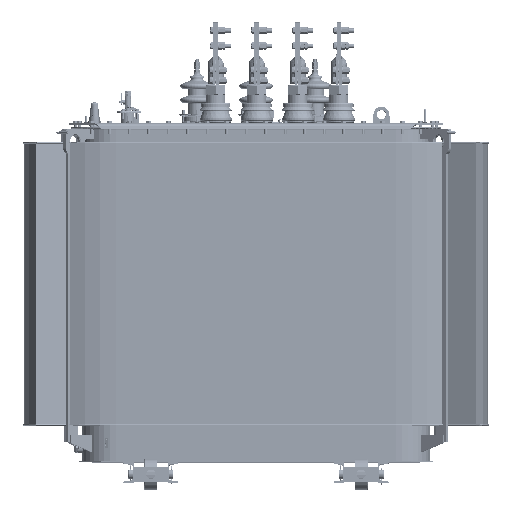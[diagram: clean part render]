
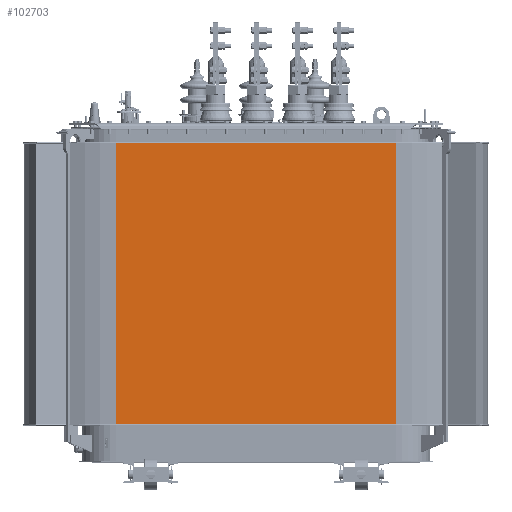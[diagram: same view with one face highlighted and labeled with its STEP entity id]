
A CAD part, top view. The second image highlights one B-rep face of the part: STEP entity #102703.
In plain terms, the highlighted planar face has unit normal (0, 0, -1).
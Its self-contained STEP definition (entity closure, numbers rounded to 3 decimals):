
#7085=LINE('',#207808,#13209);
#7086=LINE('',#207812,#13210);
#7087=LINE('',#207814,#13211);
#7088=LINE('',#207815,#13212);
#13209=VECTOR('',#135472,1100.);
#13210=VECTOR('',#135477,1092.);
#13211=VECTOR('',#135478,1100.);
#13212=VECTOR('',#135479,1092.);
#20604=PLANE('',#111628);
#29205=FACE_OUTER_BOUND('',#37810,.T.);
#37810=EDGE_LOOP('',(#89298,#89299,#89300,#89301));
#50276=VERTEX_POINT('',#207805);
#50277=VERTEX_POINT('',#207807);
#50278=VERTEX_POINT('',#207811);
#50279=VERTEX_POINT('',#207813);
#63264=EDGE_CURVE('',#50276,#50277,#7085,.T.);
#63266=EDGE_CURVE('',#50278,#50276,#7086,.T.);
#63267=EDGE_CURVE('',#50278,#50279,#7087,.T.);
#63268=EDGE_CURVE('',#50279,#50277,#7088,.T.);
#89298=ORIENTED_EDGE('',*,*,#63266,.F.);
#89299=ORIENTED_EDGE('',*,*,#63267,.T.);
#89300=ORIENTED_EDGE('',*,*,#63268,.T.);
#89301=ORIENTED_EDGE('',*,*,#63264,.F.);
#102703=ADVANCED_FACE('',(#29205),#20604,.F.);
#111628=AXIS2_PLACEMENT_3D('',#207810,#135475,#135476);
#135472=DIRECTION('',(0.,1.,0.));
#135475=DIRECTION('center_axis',(0.,0.,1.));
#135476=DIRECTION('ref_axis',(1.,0.,0.));
#135477=DIRECTION('',(1.,0.,0.));
#135478=DIRECTION('',(0.,1.,0.));
#135479=DIRECTION('',(1.,0.,0.));
#207805=CARTESIAN_POINT('',(546.,146.,581.4));
#207807=CARTESIAN_POINT('',(546.,1246.,581.4));
#207808=CARTESIAN_POINT('',(546.,146.,581.4));
#207810=CARTESIAN_POINT('Origin',(-546.,146.,581.4));
#207811=CARTESIAN_POINT('',(-546.,146.,581.4));
#207812=CARTESIAN_POINT('',(-546.,146.,581.4));
#207813=CARTESIAN_POINT('',(-546.,1246.,581.4));
#207814=CARTESIAN_POINT('',(-546.,146.,581.4));
#207815=CARTESIAN_POINT('',(-546.,1246.,581.4));
